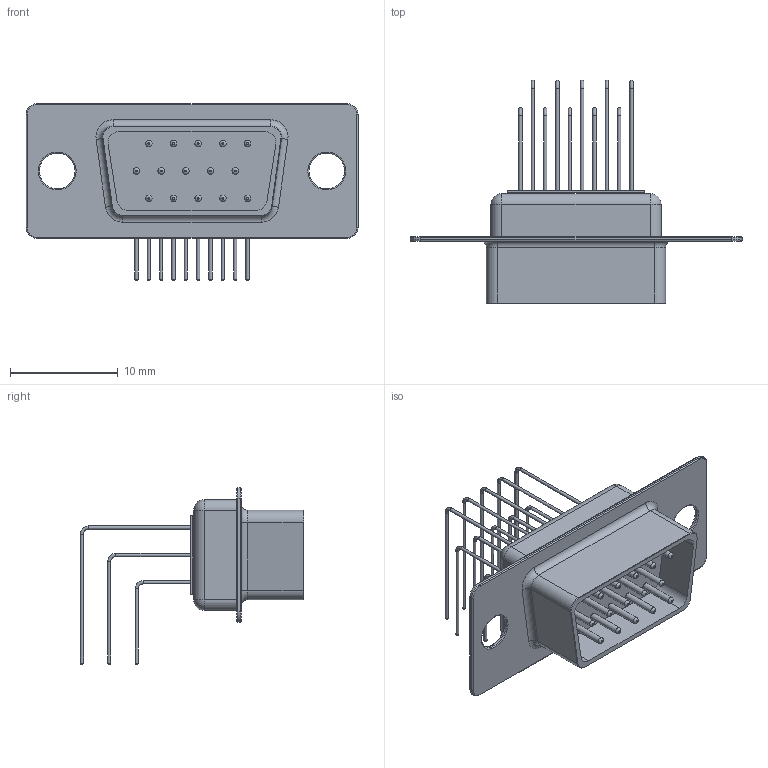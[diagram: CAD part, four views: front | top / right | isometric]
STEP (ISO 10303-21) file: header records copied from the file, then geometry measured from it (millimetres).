
FILE_DESCRIPTION(/* description */ ('model of DSUB-15-HD_Male_Horizontal_P2.29x2.54mm_EdgePinOffset9.40mm'),/* implementation_level */ '2;1');
FILE_NAME(/* name */ 'DSUB-15-HD_Male_Horizontal_P2.29x2.54mm_EdgePinOffset9.40mm.step',/* time_stamp */ '2019-01-05T14:14:46',/* author */ ('kicad StepUp','ksu'),/* organization */ ('FreeCAD'),/* preprocessor_version */ 'OCC',/* originating_system */ 'kicad StepUp',/* authorisation */ '');
FILE_SCHEMA(('AUTOMOTIVE_DESIGN { 1 0 10303 214 1 1 1 1 }'));
Length unit declared in the file: millimetre
Products named in the file (1): DSUB_33_male
Bounding box: 30.8 x 20.73 x 16.4 mm (x, y, z)
Volume: 1188.6 mm3; surface area: 2083.5 mm2
Topology: 1 solids, 2 shells, 249 faces, 526 edges, 312 vertices
Faces by surface type: cylinder 113, plane 63, revolution 34, torus 31, cone 4, sphere 4
Full cylindrical faces by diameter (mm): 0.3 x45, 0.6 x30, 3.3 x2
Entity records: 5403 total; most frequent: CARTESIAN_POINT 1114, ORIENTED_EDGE 844, EDGE_CURVE 522, AXIS2_PLACEMENT_3D 493, FACE_BOUND 346, EDGE_LOOP 346, CIRCLE 329, VERTEX_POINT 312
